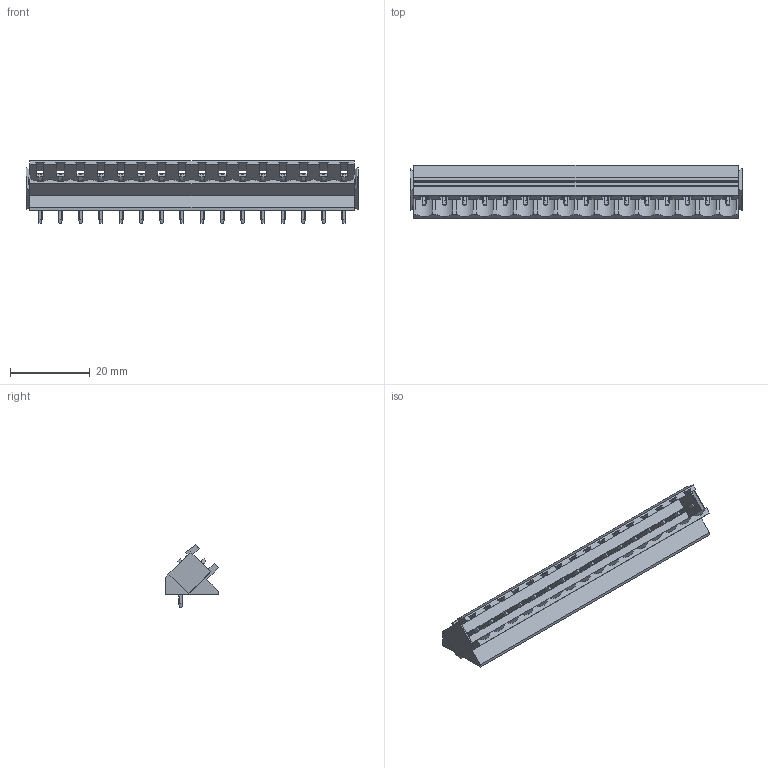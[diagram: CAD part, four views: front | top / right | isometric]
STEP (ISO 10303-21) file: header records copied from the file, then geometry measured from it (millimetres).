
FILE_DESCRIPTION(('CATIA V5 STEP Exchange','CAx-IF Rec.Pracs.--- Model Styling and Organization---1.2---2011-12-15'),'2;1');
FILE_NAME ('D1453246_0_1605670000_1605670000.stp','2018-10-10T04:48:58+00:00',('none'),('Weidmueller'),'CATIA Version 5-6 Release 2014','CATIA V5 STEP AP214','none');
FILE_SCHEMA(('AUTOMOTIVE_DESIGN { 1 0 10303 214 1 1 1 1 }'));
Length unit declared in the file: millimetre
Products named in the file (1): 1605670000
Bounding box: 83.28 x 13.3 x 15.67 mm (x, y, z)
Volume: 5065.6 mm3; surface area: 6806.9 mm2
Topology: 17 solids, 17 shells, 830 faces, 2280 edges, 1452 vertices
Faces by surface type: plane 556, cylinder 274
Entity records: 29092 total; most frequent: CARTESIAN_POINT 9910, ORIENTED_EDGE 4560, DIRECTION 2986, EDGE_CURVE 2280, VECTOR 1732, LINE 1732, VERTEX_POINT 1452, EDGE_LOOP 862
